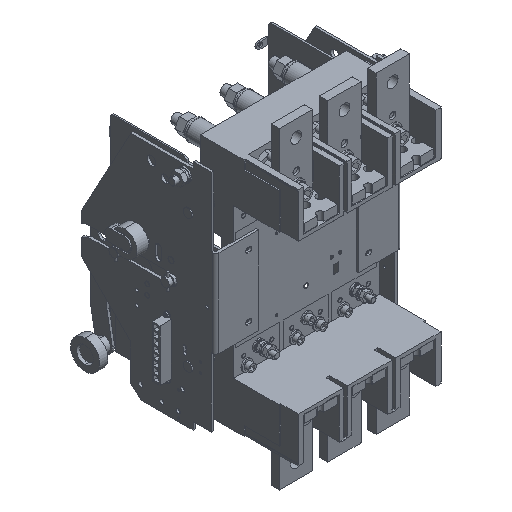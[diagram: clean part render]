
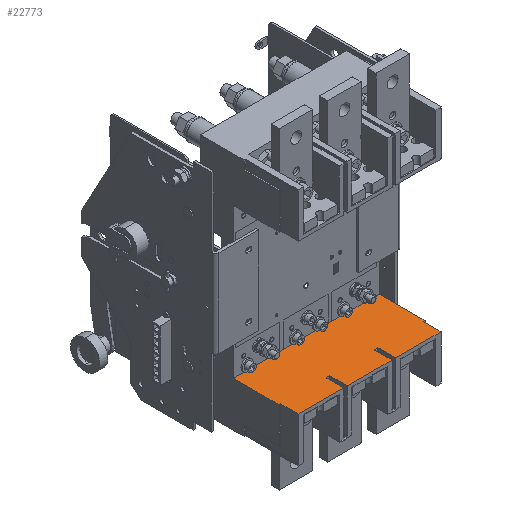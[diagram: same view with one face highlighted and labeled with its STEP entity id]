
A CAD part, isometric view. The second image highlights one B-rep face of the part: STEP entity #22773.
In plain terms, the highlighted face is planar.
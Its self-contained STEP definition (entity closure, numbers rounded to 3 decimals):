
#1766 = LINE ( 'NONE', #48509, #75444 ) ;
#2160 = LINE ( 'NONE', #32823, #52858 ) ;
#2513 = VECTOR ( 'NONE', #2764, 1000. ) ;
#2757 = DIRECTION ( 'NONE',  ( 0., 0., 1. ) ) ;
#2764 = DIRECTION ( 'NONE',  ( 0., 0., -1. ) ) ;
#4446 = PLANE ( 'NONE',  #8878 ) ;
#5009 = VERTEX_POINT ( 'NONE', #31572 ) ;
#5383 = DIRECTION ( 'NONE',  ( 0., 0., 1. ) ) ;
#5542 = EDGE_CURVE ( 'NONE', #21053, #24487, #17363, .T. ) ;
#6489 = CARTESIAN_POINT ( 'NONE',  ( 90., 96.25, 31.125 ) ) ;
#8878 = AXIS2_PLACEMENT_3D ( 'NONE', #96409, #73806, #64799 ) ;
#10206 = CARTESIAN_POINT ( 'NONE',  ( 90., 19.75, -87.75 ) ) ;
#10245 = ORIENTED_EDGE ( 'NONE', *, *, #17001, .F. ) ;
#10671 = EDGE_CURVE ( 'NONE', #14542, #57531, #49204, .T. ) ;
#11348 = VECTOR ( 'NONE', #51746, 1000. ) ;
#12218 = CARTESIAN_POINT ( 'NONE',  ( 90., 75., 85.75 ) ) ;
#12345 = EDGE_CURVE ( 'NONE', #40798, #18904, #18439, .T. ) ;
#13560 = CARTESIAN_POINT ( 'NONE',  ( 90., 75., -85.75 ) ) ;
#14149 = VECTOR ( 'NONE', #18331, 1000. ) ;
#14448 = ORIENTED_EDGE ( 'NONE', *, *, #5542, .T. ) ;
#14542 = VERTEX_POINT ( 'NONE', #97583 ) ;
#14574 = CARTESIAN_POINT ( 'NONE',  ( 90., 19.75, 87.75 ) ) ;
#16081 = VERTEX_POINT ( 'NONE', #13560 ) ;
#16600 = VECTOR ( 'NONE', #97881, 1000. ) ;
#16660 = EDGE_CURVE ( 'NONE', #5009, #57531, #27501, .T. ) ;
#17001 = EDGE_CURVE ( 'NONE', #91225, #56242, #27764, .T. ) ;
#17363 = LINE ( 'NONE', #17861, #2513 ) ;
#17861 = CARTESIAN_POINT ( 'NONE',  ( 90., 96.25, 87.75 ) ) ;
#18134 = ORIENTED_EDGE ( 'NONE', *, *, #51512, .F. ) ;
#18331 = DIRECTION ( 'NONE',  ( 0., 0., 1. ) ) ;
#18439 = LINE ( 'NONE', #87776, #67975 ) ;
#18904 = VERTEX_POINT ( 'NONE', #31048 ) ;
#21053 = VERTEX_POINT ( 'NONE', #81015 ) ;
#21078 = CARTESIAN_POINT ( 'NONE',  ( 90., 75., -85.75 ) ) ;
#21236 = DIRECTION ( 'NONE',  ( 0., 1., 0. ) ) ;
#21472 = DIRECTION ( 'NONE',  ( 0., 1., 0. ) ) ;
#22773 = ADVANCED_FACE ( 'NONE', ( #73320 ), #4446, .T. ) ;
#22937 = CARTESIAN_POINT ( 'NONE',  ( 90., 19.75, 87.75 ) ) ;
#23399 = VECTOR ( 'NONE', #84895, 1000. ) ;
#23830 = ORIENTED_EDGE ( 'NONE', *, *, #80481, .T. ) ;
#23929 = CARTESIAN_POINT ( 'NONE',  ( 90., 96.25, -26.875 ) ) ;
#24487 = VERTEX_POINT ( 'NONE', #72723 ) ;
#25521 = VERTEX_POINT ( 'NONE', #85850 ) ;
#27501 = LINE ( 'NONE', #96372, #78443 ) ;
#27599 = LINE ( 'NONE', #21078, #11348 ) ;
#27764 = LINE ( 'NONE', #88588, #97299 ) ;
#28076 = ORIENTED_EDGE ( 'NONE', *, *, #12345, .F. ) ;
#28999 = CARTESIAN_POINT ( 'NONE',  ( 90., 75., 85.75 ) ) ;
#29033 = VERTEX_POINT ( 'NONE', #22937 ) ;
#29089 = LINE ( 'NONE', #59760, #39971 ) ;
#29538 = EDGE_LOOP ( 'NONE', ( #23830, #14448, #98391, #93758, #28076, #44165, #37532, #88108, #18134, #32968, #10245, #63153, #88363, #37584, #36049, #98098 ) ) ;
#30146 = EDGE_CURVE ( 'NONE', #25521, #14542, #59665, .T. ) ;
#31048 = CARTESIAN_POINT ( 'NONE',  ( 90., 75., -87.75 ) ) ;
#31572 = CARTESIAN_POINT ( 'NONE',  ( 90., 75., -26.875 ) ) ;
#32823 = CARTESIAN_POINT ( 'NONE',  ( 90., 96.25, 87.75 ) ) ;
#32968 = ORIENTED_EDGE ( 'NONE', *, *, #64001, .T. ) ;
#33741 = LINE ( 'NONE', #49335, #16600 ) ;
#36049 = ORIENTED_EDGE ( 'NONE', *, *, #16660, .F. ) ;
#36337 = EDGE_CURVE ( 'NONE', #29033, #49801, #54240, .T. ) ;
#37532 = ORIENTED_EDGE ( 'NONE', *, *, #36337, .T. ) ;
#37584 = ORIENTED_EDGE ( 'NONE', *, *, #10671, .T. ) ;
#37639 = EDGE_CURVE ( 'NONE', #29033, #40798, #61798, .T. ) ;
#38492 = LINE ( 'NONE', #47530, #44853 ) ;
#38986 = VECTOR ( 'NONE', #5383, 1000. ) ;
#39971 = VECTOR ( 'NONE', #90415, 1000. ) ;
#40798 = VERTEX_POINT ( 'NONE', #10206 ) ;
#41643 = CARTESIAN_POINT ( 'NONE',  ( 90., 96.25, 87.75 ) ) ;
#44165 = ORIENTED_EDGE ( 'NONE', *, *, #37639, .F. ) ;
#44853 = VECTOR ( 'NONE', #92763, 1000. ) ;
#45228 = DIRECTION ( 'NONE',  ( 0., 0., -1. ) ) ;
#47530 = CARTESIAN_POINT ( 'NONE',  ( 90., 0., 85.75 ) ) ;
#48509 = CARTESIAN_POINT ( 'NONE',  ( 90., 75., 0. ) ) ;
#49204 = LINE ( 'NONE', #41643, #71125 ) ;
#49335 = CARTESIAN_POINT ( 'NONE',  ( 90., 20.833, -31.125 ) ) ;
#49801 = VERTEX_POINT ( 'NONE', #50728 ) ;
#50728 = CARTESIAN_POINT ( 'NONE',  ( 90., 75., 87.75 ) ) ;
#51032 = EDGE_CURVE ( 'NONE', #24487, #16081, #29089, .T. ) ;
#51512 = EDGE_CURVE ( 'NONE', #74641, #59385, #38492, .T. ) ;
#51746 = DIRECTION ( 'NONE',  ( 0., 0., -1. ) ) ;
#52858 = VECTOR ( 'NONE', #63492, 1000. ) ;
#54240 = LINE ( 'NONE', #98485, #23399 ) ;
#55254 = VERTEX_POINT ( 'NONE', #66574 ) ;
#56242 = VERTEX_POINT ( 'NONE', #6489 ) ;
#57320 = EDGE_CURVE ( 'NONE', #59385, #49801, #91309, .T. ) ;
#57531 = VERTEX_POINT ( 'NONE', #23929 ) ;
#59385 = VERTEX_POINT ( 'NONE', #12218 ) ;
#59665 = LINE ( 'NONE', #90316, #98299 ) ;
#59760 = CARTESIAN_POINT ( 'NONE',  ( 90., 0., -85.75 ) ) ;
#61798 = LINE ( 'NONE', #14574, #94290 ) ;
#63153 = ORIENTED_EDGE ( 'NONE', *, *, #75944, .F. ) ;
#63492 = DIRECTION ( 'NONE',  ( 0., 0., -1. ) ) ;
#64001 = EDGE_CURVE ( 'NONE', #74641, #56242, #2160, .T. ) ;
#64799 = DIRECTION ( 'NONE',  ( 0., 0., 1. ) ) ;
#66574 = CARTESIAN_POINT ( 'NONE',  ( 90., 75., -31.125 ) ) ;
#67975 = VECTOR ( 'NONE', #86307, 1000. ) ;
#68766 = CARTESIAN_POINT ( 'NONE',  ( 90., 96.25, 85.75 ) ) ;
#71125 = VECTOR ( 'NONE', #93949, 1000. ) ;
#72113 = CARTESIAN_POINT ( 'NONE',  ( 90., 75., 0. ) ) ;
#72723 = CARTESIAN_POINT ( 'NONE',  ( 90., 96.25, -85.75 ) ) ;
#73320 = FACE_OUTER_BOUND ( 'NONE', #29538, .T. ) ;
#73806 = DIRECTION ( 'NONE',  ( -1., 0., 0. ) ) ;
#74641 = VERTEX_POINT ( 'NONE', #68766 ) ;
#75444 = VECTOR ( 'NONE', #2757, 1000. ) ;
#75944 = EDGE_CURVE ( 'NONE', #25521, #91225, #1766, .T. ) ;
#77069 = EDGE_CURVE ( 'NONE', #16081, #18904, #27599, .T. ) ;
#78443 = VECTOR ( 'NONE', #88334, 1000. ) ;
#80481 = EDGE_CURVE ( 'NONE', #55254, #21053, #33741, .T. ) ;
#81015 = CARTESIAN_POINT ( 'NONE',  ( 90., 96.25, -31.125 ) ) ;
#84895 = DIRECTION ( 'NONE',  ( 0., 1., 0. ) ) ;
#85850 = CARTESIAN_POINT ( 'NONE',  ( 90., 75., 26.875 ) ) ;
#86307 = DIRECTION ( 'NONE',  ( 0., 1., 0. ) ) ;
#87776 = CARTESIAN_POINT ( 'NONE',  ( 90., 0., -87.75 ) ) ;
#88108 = ORIENTED_EDGE ( 'NONE', *, *, #57320, .F. ) ;
#88257 = EDGE_CURVE ( 'NONE', #55254, #5009, #95700, .T. ) ;
#88334 = DIRECTION ( 'NONE',  ( 0., 1., 0. ) ) ;
#88363 = ORIENTED_EDGE ( 'NONE', *, *, #30146, .T. ) ;
#88588 = CARTESIAN_POINT ( 'NONE',  ( 90., 20.833, 31.125 ) ) ;
#90316 = CARTESIAN_POINT ( 'NONE',  ( 90., 20.833, 26.875 ) ) ;
#90415 = DIRECTION ( 'NONE',  ( 0., -1., 0. ) ) ;
#91225 = VERTEX_POINT ( 'NONE', #92155 ) ;
#91309 = LINE ( 'NONE', #28999, #38986 ) ;
#92155 = CARTESIAN_POINT ( 'NONE',  ( 90., 75., 31.125 ) ) ;
#92763 = DIRECTION ( 'NONE',  ( 0., -1., 0. ) ) ;
#93758 = ORIENTED_EDGE ( 'NONE', *, *, #77069, .T. ) ;
#93949 = DIRECTION ( 'NONE',  ( 0., 0., -1. ) ) ;
#94290 = VECTOR ( 'NONE', #45228, 1000. ) ;
#95700 = LINE ( 'NONE', #72113, #14149 ) ;
#96372 = CARTESIAN_POINT ( 'NONE',  ( 90., 20.833, -26.875 ) ) ;
#96409 = CARTESIAN_POINT ( 'NONE',  ( 90., 0., 87.75 ) ) ;
#97299 = VECTOR ( 'NONE', #21236, 1000. ) ;
#97583 = CARTESIAN_POINT ( 'NONE',  ( 90., 96.25, 26.875 ) ) ;
#97881 = DIRECTION ( 'NONE',  ( 0., 1., 0. ) ) ;
#98098 = ORIENTED_EDGE ( 'NONE', *, *, #88257, .F. ) ;
#98299 = VECTOR ( 'NONE', #21472, 1000. ) ;
#98391 = ORIENTED_EDGE ( 'NONE', *, *, #51032, .T. ) ;
#98485 = CARTESIAN_POINT ( 'NONE',  ( 90., 0., 87.75 ) ) ;
